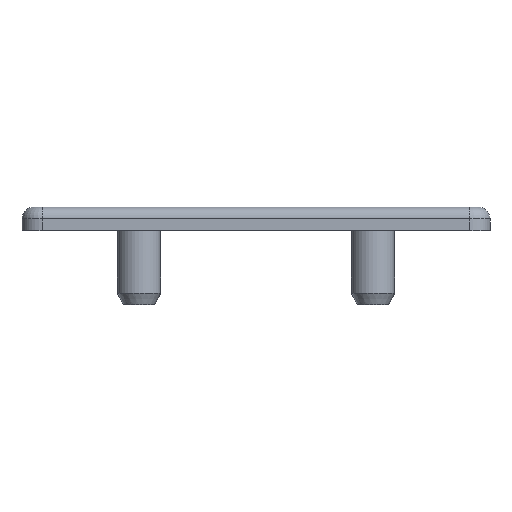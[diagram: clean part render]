
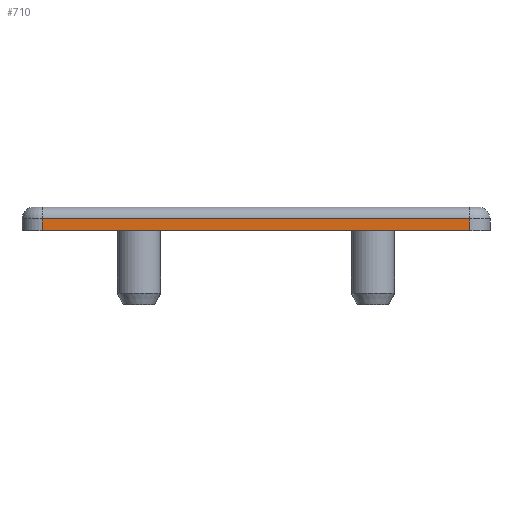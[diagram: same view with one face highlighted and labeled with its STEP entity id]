
A CAD part, front view. The second image highlights one B-rep face of the part: STEP entity #710.
In plain terms, the highlighted planar face has unit normal (0, -1, 0).
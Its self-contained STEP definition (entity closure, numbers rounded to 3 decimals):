
#35 = VECTOR ( 'NONE', #775, 1000. ) ;
#132 = ORIENTED_EDGE ( 'NONE', *, *, #1615, .F. ) ;
#294 = LINE ( 'NONE', #885, #1856 ) ;
#341 = VECTOR ( 'NONE', #1701, 1000. ) ;
#408 = LINE ( 'NONE', #2015, #35 ) ;
#413 = DIRECTION ( 'NONE',  ( 0., 1., 0. ) ) ;
#418 = CARTESIAN_POINT ( 'NONE',  ( 36.5, -40., 0. ) ) ;
#438 = CARTESIAN_POINT ( 'NONE',  ( -36.5, -40., 0. ) ) ;
#540 = DIRECTION ( 'NONE',  ( 0., 0., -1. ) ) ;
#629 = VECTOR ( 'NONE', #540, 1000. ) ;
#640 = CARTESIAN_POINT ( 'NONE',  ( -36.5, -40., 2. ) ) ;
#674 = EDGE_CURVE ( 'NONE', #911, #1470, #408, .T. ) ;
#710 = ADVANCED_FACE ( 'NONE', ( #1156 ), #1704, .F. ) ;
#775 = DIRECTION ( 'NONE',  ( 0., 0., 1. ) ) ;
#790 = LINE ( 'NONE', #1025, #341 ) ;
#885 = CARTESIAN_POINT ( 'NONE',  ( 36.5, -40., 2. ) ) ;
#911 = VERTEX_POINT ( 'NONE', #438 ) ;
#930 = CARTESIAN_POINT ( 'NONE',  ( 36.5, -40., 0. ) ) ;
#1025 = CARTESIAN_POINT ( 'NONE',  ( -36.5, -40., 0. ) ) ;
#1110 = ORIENTED_EDGE ( 'NONE', *, *, #674, .F. ) ;
#1156 = FACE_OUTER_BOUND ( 'NONE', #2069, .T. ) ;
#1269 = VERTEX_POINT ( 'NONE', #1815 ) ;
#1325 = AXIS2_PLACEMENT_3D ( 'NONE', #930, #413, #1868 ) ;
#1417 = DIRECTION ( 'NONE',  ( 1., 0., 0. ) ) ;
#1470 = VERTEX_POINT ( 'NONE', #640 ) ;
#1506 = CARTESIAN_POINT ( 'NONE',  ( 36.5, -40., 0. ) ) ;
#1581 = EDGE_CURVE ( 'NONE', #1269, #1747, #1905, .T. ) ;
#1615 = EDGE_CURVE ( 'NONE', #1470, #1269, #294, .T. ) ;
#1701 = DIRECTION ( 'NONE',  ( 1., 0., 0. ) ) ;
#1704 = PLANE ( 'NONE',  #1325 ) ;
#1712 = EDGE_CURVE ( 'NONE', #911, #1747, #790, .T. ) ;
#1747 = VERTEX_POINT ( 'NONE', #418 ) ;
#1815 = CARTESIAN_POINT ( 'NONE',  ( 36.5, -40., 2. ) ) ;
#1816 = ORIENTED_EDGE ( 'NONE', *, *, #1712, .T. ) ;
#1856 = VECTOR ( 'NONE', #1417, 1000. ) ;
#1868 = DIRECTION ( 'NONE',  ( 0., 0., 1. ) ) ;
#1905 = LINE ( 'NONE', #1506, #629 ) ;
#2004 = ORIENTED_EDGE ( 'NONE', *, *, #1581, .F. ) ;
#2015 = CARTESIAN_POINT ( 'NONE',  ( -36.5, -40., 0. ) ) ;
#2069 = EDGE_LOOP ( 'NONE', ( #2004, #132, #1110, #1816 ) ) ;
